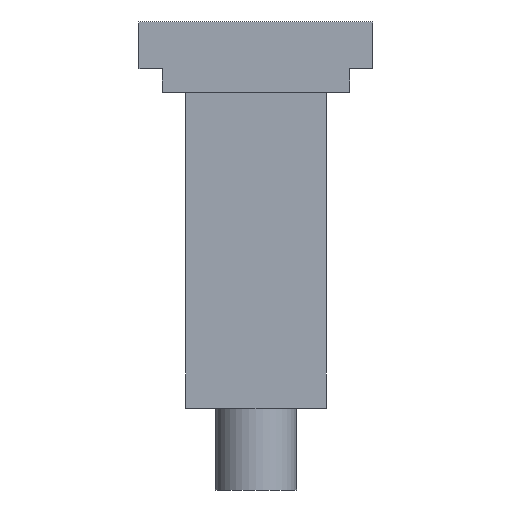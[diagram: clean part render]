
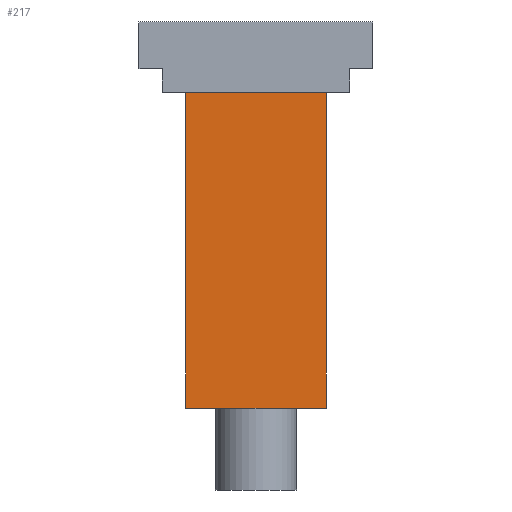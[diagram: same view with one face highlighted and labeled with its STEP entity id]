
A CAD part, front view. The second image highlights one B-rep face of the part: STEP entity #217.
In plain terms, the highlighted planar face has unit normal (0, -1, 0).
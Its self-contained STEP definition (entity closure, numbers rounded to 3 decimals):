
#7 = VERTEX_POINT ( 'NONE', #450 ) ;
#10 = CARTESIAN_POINT ( 'NONE',  ( 4., 12., -29. ) ) ;
#12 = LINE ( 'NONE', #10, #644 ) ;
#63 = FACE_OUTER_BOUND ( 'NONE', #288, .T. ) ;
#78 = CARTESIAN_POINT ( 'NONE',  ( 4., 12., -29. ) ) ;
#98 = VERTEX_POINT ( 'NONE', #246 ) ;
#108 = CARTESIAN_POINT ( 'NONE',  ( 16., 12., -29. ) ) ;
#132 = ORIENTED_EDGE ( 'NONE', *, *, #486, .F. ) ;
#135 = AXIS2_PLACEMENT_3D ( 'NONE', #108, #319, #541 ) ;
#150 = ORIENTED_EDGE ( 'NONE', *, *, #354, .T. ) ;
#151 = VECTOR ( 'NONE', #405, 1000. ) ;
#188 = CARTESIAN_POINT ( 'NONE',  ( 16., 12., -29. ) ) ;
#190 = EDGE_CURVE ( 'NONE', #422, #368, #12, .T. ) ;
#217 = ADVANCED_FACE ( 'NONE', ( #63 ), #583, .F. ) ;
#246 = CARTESIAN_POINT ( 'NONE',  ( 16., 12., -29. ) ) ;
#287 = CARTESIAN_POINT ( 'NONE',  ( 4., 12., -2. ) ) ;
#288 = EDGE_LOOP ( 'NONE', ( #574, #477, #132, #150 ) ) ;
#317 = DIRECTION ( 'NONE',  ( 0., 0., 1. ) ) ;
#319 = DIRECTION ( 'NONE',  ( 0., 1., 0. ) ) ;
#323 = VECTOR ( 'NONE', #394, 1000. ) ;
#327 = VECTOR ( 'NONE', #337, 1000. ) ;
#337 = DIRECTION ( 'NONE',  ( -1., 0., 0. ) ) ;
#354 = EDGE_CURVE ( 'NONE', #98, #7, #449, .T. ) ;
#368 = VERTEX_POINT ( 'NONE', #287 ) ;
#391 = EDGE_CURVE ( 'NONE', #7, #368, #600, .T. ) ;
#394 = DIRECTION ( 'NONE',  ( 0., 0., 1. ) ) ;
#405 = DIRECTION ( 'NONE',  ( -1., 0., 0. ) ) ;
#422 = VERTEX_POINT ( 'NONE', #78 ) ;
#449 = LINE ( 'NONE', #188, #323 ) ;
#450 = CARTESIAN_POINT ( 'NONE',  ( 16., 12., -2. ) ) ;
#477 = ORIENTED_EDGE ( 'NONE', *, *, #190, .F. ) ;
#486 = EDGE_CURVE ( 'NONE', #98, #422, #564, .T. ) ;
#541 = DIRECTION ( 'NONE',  ( 0., 0., 1. ) ) ;
#561 = CARTESIAN_POINT ( 'NONE',  ( 16., 12., -29. ) ) ;
#564 = LINE ( 'NONE', #561, #151 ) ;
#574 = ORIENTED_EDGE ( 'NONE', *, *, #391, .T. ) ;
#583 = PLANE ( 'NONE',  #135 ) ;
#600 = LINE ( 'NONE', #605, #327 ) ;
#605 = CARTESIAN_POINT ( 'NONE',  ( 16., 12., -2. ) ) ;
#644 = VECTOR ( 'NONE', #317, 1000. ) ;
